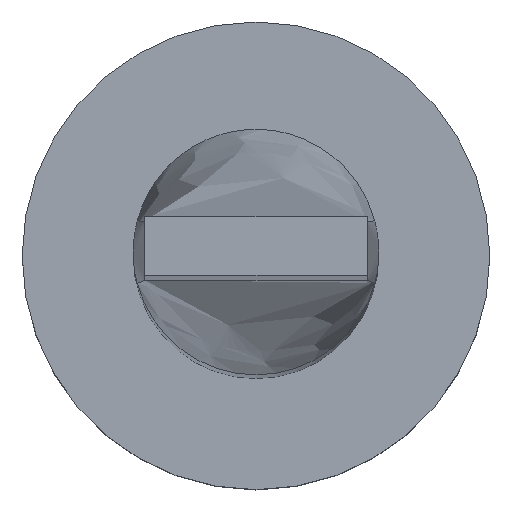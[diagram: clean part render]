
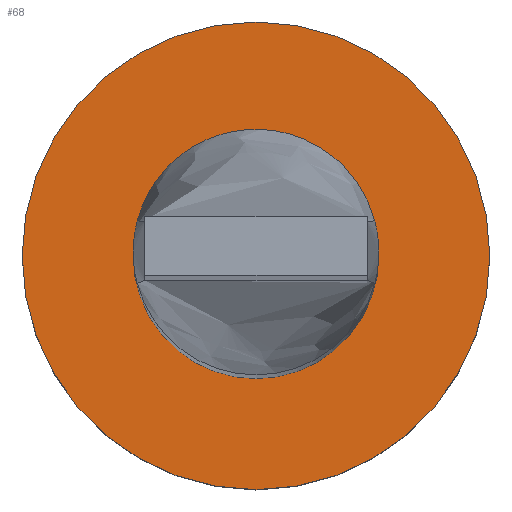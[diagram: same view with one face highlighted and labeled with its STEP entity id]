
A CAD part, top view. The second image highlights one B-rep face of the part: STEP entity #68.
In plain terms, the highlighted planar face has unit normal (0, 0, 1).
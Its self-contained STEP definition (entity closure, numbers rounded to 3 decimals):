
#8 = EDGE_CURVE ( 'NONE', #329, #137, #158, .T. ) ;
#14 = DIRECTION ( 'NONE',  ( 0., 0., 1. ) ) ;
#20 = AXIS2_PLACEMENT_3D ( 'NONE', #415, #14, #86 ) ;
#44 = AXIS2_PLACEMENT_3D ( 'NONE', #339, #392, #251 ) ;
#56 = EDGE_CURVE ( 'NONE', #565, #223, #485, .T. ) ;
#65 = CIRCLE ( 'NONE', #20, 2.1 ) ;
#68 = ADVANCED_FACE ( 'NONE', ( #71, #102 ), #575, .T. ) ;
#71 = FACE_BOUND ( 'NONE', #218, .T. ) ;
#86 = DIRECTION ( 'NONE',  ( 1., 0., 0. ) ) ;
#102 = FACE_OUTER_BOUND ( 'NONE', #547, .T. ) ;
#120 = CARTESIAN_POINT ( 'NONE',  ( 0., 0., 3. ) ) ;
#137 = VERTEX_POINT ( 'NONE', #248 ) ;
#155 = CARTESIAN_POINT ( 'NONE',  ( 4., 0., 3. ) ) ;
#158 = CIRCLE ( 'NONE', #240, 4. ) ;
#184 = CARTESIAN_POINT ( 'NONE',  ( 0., 0., 3. ) ) ;
#201 = AXIS2_PLACEMENT_3D ( 'NONE', #120, #402, #300 ) ;
#218 = EDGE_LOOP ( 'NONE', ( #404, #539 ) ) ;
#223 = VERTEX_POINT ( 'NONE', #361 ) ;
#240 = AXIS2_PLACEMENT_3D ( 'NONE', #184, #509, #553 ) ;
#248 = CARTESIAN_POINT ( 'NONE',  ( -4., 0., 3. ) ) ;
#251 = DIRECTION ( 'NONE',  ( 1., 0., 0. ) ) ;
#288 = AXIS2_PLACEMENT_3D ( 'NONE', #483, #349, #487 ) ;
#300 = DIRECTION ( 'NONE',  ( 1., 0., 0. ) ) ;
#302 = EDGE_CURVE ( 'NONE', #223, #565, #65, .T. ) ;
#329 = VERTEX_POINT ( 'NONE', #155 ) ;
#339 = CARTESIAN_POINT ( 'NONE',  ( 0., 0., 3. ) ) ;
#349 = DIRECTION ( 'NONE',  ( 0., 0., 1. ) ) ;
#350 = CIRCLE ( 'NONE', #201, 4. ) ;
#361 = CARTESIAN_POINT ( 'NONE',  ( -2.1, 0., 3. ) ) ;
#378 = ORIENTED_EDGE ( 'NONE', *, *, #535, .T. ) ;
#392 = DIRECTION ( 'NONE',  ( 0., 0., 1. ) ) ;
#402 = DIRECTION ( 'NONE',  ( 0., 0., 1. ) ) ;
#404 = ORIENTED_EDGE ( 'NONE', *, *, #302, .F. ) ;
#415 = CARTESIAN_POINT ( 'NONE',  ( 0., 0., 3. ) ) ;
#480 = CARTESIAN_POINT ( 'NONE',  ( 2.1, 0., 3. ) ) ;
#483 = CARTESIAN_POINT ( 'NONE',  ( 0., 0., 3. ) ) ;
#485 = CIRCLE ( 'NONE', #288, 2.1 ) ;
#487 = DIRECTION ( 'NONE',  ( 1., 0., 0. ) ) ;
#509 = DIRECTION ( 'NONE',  ( 0., 0., 1. ) ) ;
#535 = EDGE_CURVE ( 'NONE', #137, #329, #350, .T. ) ;
#539 = ORIENTED_EDGE ( 'NONE', *, *, #56, .F. ) ;
#543 = ORIENTED_EDGE ( 'NONE', *, *, #8, .T. ) ;
#547 = EDGE_LOOP ( 'NONE', ( #378, #543 ) ) ;
#553 = DIRECTION ( 'NONE',  ( 1., 0., 0. ) ) ;
#565 = VERTEX_POINT ( 'NONE', #480 ) ;
#575 = PLANE ( 'NONE',  #44 ) ;
